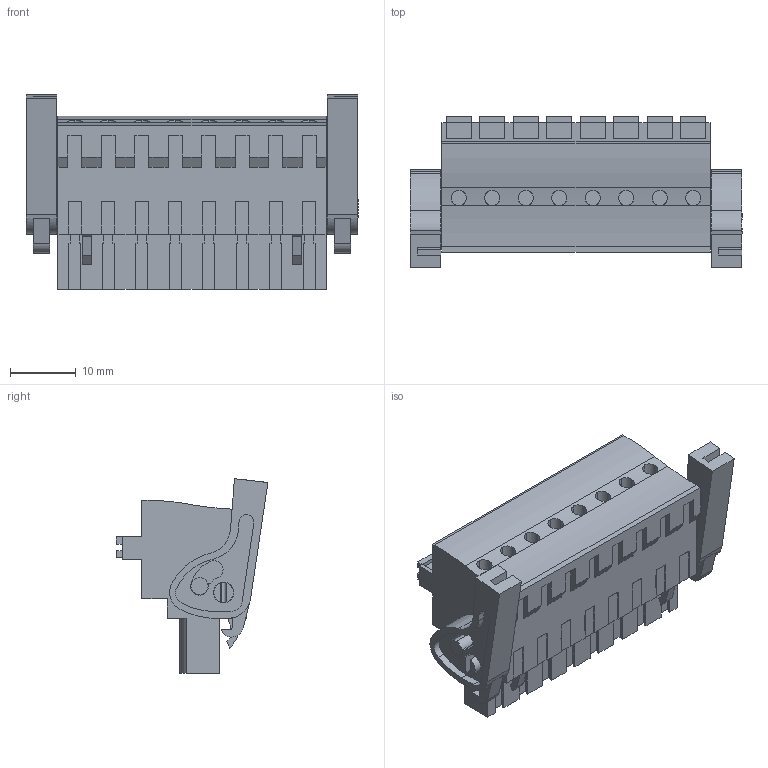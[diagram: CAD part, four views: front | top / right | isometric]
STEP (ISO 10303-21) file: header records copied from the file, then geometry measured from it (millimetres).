
FILE_DESCRIPTION(('CATIA V5 STEP Exchange','CAx-IF Rec.Pracs.--- Model Styling and Organization---1.2---2011-12-15'),'2;1');
FILE_NAME ('D1461197_0_1983140000_1983140000.stp','2017-10-30T15:46:39+00:00',('none'),('Weidmueller'),'CATIA Version 5-6 Release 2014','CATIA V5 STEP AP214','none');
FILE_SCHEMA(('AUTOMOTIVE_DESIGN { 1 0 10303 214 1 1 1 1 }'));
Length unit declared in the file: millimetre
Products named in the file (1): 1983140000
Bounding box: 50.34 x 23.02 x 29.52 mm (x, y, z)
Volume: 13120 mm3; surface area: 7836.1 mm2
Topology: 11 solids, 11 shells, 694 faces, 1913 edges, 1285 vertices
Faces by surface type: plane 547, cylinder 147
Entity records: 20191 total; most frequent: ORIENTED_EDGE 3826, CARTESIAN_POINT 3811, DIRECTION 2595, EDGE_CURVE 1913, VECTOR 1595, LINE 1595, VERTEX_POINT 1285, EDGE_LOOP 746
